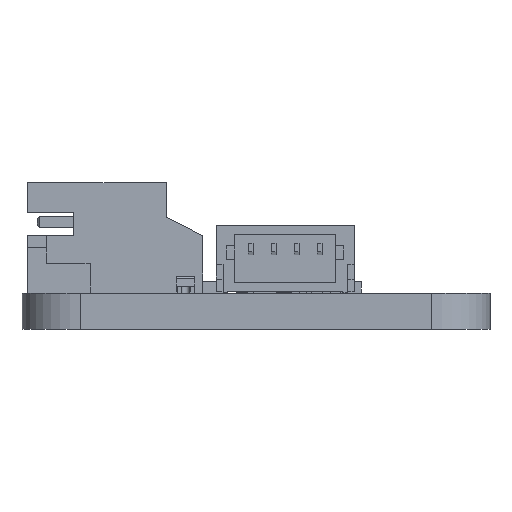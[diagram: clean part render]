
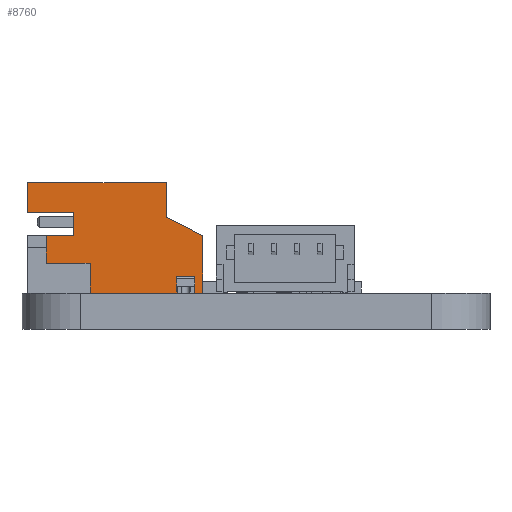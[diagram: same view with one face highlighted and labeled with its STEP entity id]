
A CAD part, left-side view. The second image highlights one B-rep face of the part: STEP entity #8760.
In plain terms, the highlighted planar face has unit normal (-1, 0, 0).
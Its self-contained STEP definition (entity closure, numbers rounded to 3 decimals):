
#540=PLANE('',#9395);
#985=FACE_OUTER_BOUND('',#1487,.T.);
#1487=EDGE_LOOP('',(#7908,#7909,#7910,#7911,#7912,#7913,#7914,#7915,#7916,
#7917,#7918,#7919));
#2402=LINE('',#13693,#3492);
#2423=LINE('',#13736,#3513);
#2504=LINE('',#13893,#3594);
#2506=LINE('',#13897,#3596);
#2508=LINE('',#13901,#3598);
#2509=LINE('',#13904,#3599);
#2512=LINE('',#13909,#3602);
#2513=LINE('',#13911,#3603);
#2515=LINE('',#13916,#3605);
#2517=LINE('',#13919,#3607);
#2546=LINE('',#13975,#3636);
#2548=LINE('',#13978,#3638);
#3492=VECTOR('',#11226,1.5);
#3513=VECTOR('',#11253,1.2);
#3594=VECTOR('',#11394,1.2);
#3596=VECTOR('',#11398,1.9);
#3598=VECTOR('',#11402,1.3);
#3599=VECTOR('',#11405,4.9);
#3602=VECTOR('',#11410,2.5);
#3603=VECTOR('',#11413,1.789);
#3605=VECTOR('',#11417,2.);
#3607=VECTOR('',#11421,1.);
#3636=VECTOR('',#11472,1.3);
#3638=VECTOR('',#11476,6.);
#4425=VERTEX_POINT('',#13690);
#4426=VERTEX_POINT('',#13692);
#4444=VERTEX_POINT('',#13734);
#4445=VERTEX_POINT('',#13735);
#4491=VERTEX_POINT('',#13891);
#4492=VERTEX_POINT('',#13895);
#4493=VERTEX_POINT('',#13899);
#4494=VERTEX_POINT('',#13903);
#4495=VERTEX_POINT('',#13907);
#4496=VERTEX_POINT('',#13913);
#4497=VERTEX_POINT('',#13915);
#4513=VERTEX_POINT('',#13974);
#5516=EDGE_CURVE('',#4425,#4426,#2402,.F.);
#5537=EDGE_CURVE('',#4444,#4445,#2423,.F.);
#5618=EDGE_CURVE('',#4445,#4491,#2504,.F.);
#5620=EDGE_CURVE('',#4491,#4492,#2506,.T.);
#5622=EDGE_CURVE('',#4492,#4493,#2508,.F.);
#5623=EDGE_CURVE('',#4493,#4494,#2509,.T.);
#5626=EDGE_CURVE('',#4494,#4495,#2512,.T.);
#5627=EDGE_CURVE('',#4495,#4426,#2513,.T.);
#5629=EDGE_CURVE('',#4497,#4496,#2515,.T.);
#5631=EDGE_CURVE('',#4496,#4444,#2517,.F.);
#5660=EDGE_CURVE('',#4513,#4497,#2546,.F.);
#5662=EDGE_CURVE('',#4513,#4425,#2548,.F.);
#7908=ORIENTED_EDGE('',*,*,#5629,.T.);
#7909=ORIENTED_EDGE('',*,*,#5631,.T.);
#7910=ORIENTED_EDGE('',*,*,#5537,.T.);
#7911=ORIENTED_EDGE('',*,*,#5618,.T.);
#7912=ORIENTED_EDGE('',*,*,#5620,.T.);
#7913=ORIENTED_EDGE('',*,*,#5622,.T.);
#7914=ORIENTED_EDGE('',*,*,#5623,.T.);
#7915=ORIENTED_EDGE('',*,*,#5626,.T.);
#7916=ORIENTED_EDGE('',*,*,#5627,.T.);
#7917=ORIENTED_EDGE('',*,*,#5516,.F.);
#7918=ORIENTED_EDGE('',*,*,#5662,.F.);
#7919=ORIENTED_EDGE('',*,*,#5660,.T.);
#8760=ADVANCED_FACE('',(#985),#540,.T.);
#9395=AXIS2_PLACEMENT_3D('',#13977,#11474,#11475);
#11226=DIRECTION('',(0.,0.,1.));
#11253=DIRECTION('',(0.,-1.,0.));
#11394=DIRECTION('',(0.,0.,1.));
#11398=DIRECTION('',(0.,-1.,0.));
#11402=DIRECTION('',(0.,0.,1.));
#11405=DIRECTION('',(0.,-1.,0.));
#11410=DIRECTION('',(0.,0.,1.));
#11413=DIRECTION('',(0.,0.894,0.447));
#11417=DIRECTION('',(0.,-1.,0.));
#11421=DIRECTION('',(0.,0.,1.));
#11472=DIRECTION('',(0.,0.,1.));
#11474=DIRECTION('center_axis',(-1.,0.,0.));
#11475=DIRECTION('ref_axis',(0.,-1.,0.));
#11476=DIRECTION('',(0.,1.,0.));
#13690=CARTESIAN_POINT('',(-3.95,-2.7,4.8));
#13692=CARTESIAN_POINT('',(-3.95,-2.7,3.3));
#13693=CARTESIAN_POINT('',(-3.95,-2.7,3.3));
#13734=CARTESIAN_POINT('',(-3.95,1.3,2.5));
#13735=CARTESIAN_POINT('',(-3.95,2.5,2.5));
#13736=CARTESIAN_POINT('',(-3.95,2.5,2.5));
#13891=CARTESIAN_POINT('',(-3.95,2.5,1.3));
#13893=CARTESIAN_POINT('',(-3.95,2.5,1.3));
#13895=CARTESIAN_POINT('',(-3.95,0.6,1.3));
#13897=CARTESIAN_POINT('',(-3.95,2.5,1.3));
#13899=CARTESIAN_POINT('',(-3.95,0.6,0.));
#13901=CARTESIAN_POINT('',(-3.95,0.6,0.));
#13903=CARTESIAN_POINT('',(-3.95,-4.3,0.));
#13904=CARTESIAN_POINT('',(-3.95,0.6,0.));
#13907=CARTESIAN_POINT('',(-3.95,-4.3,2.5));
#13909=CARTESIAN_POINT('',(-3.95,-4.3,0.));
#13911=CARTESIAN_POINT('',(-3.95,-4.3,2.5));
#13913=CARTESIAN_POINT('',(-3.95,1.3,3.5));
#13915=CARTESIAN_POINT('',(-3.95,3.3,3.5));
#13916=CARTESIAN_POINT('',(-3.95,3.3,3.5));
#13919=CARTESIAN_POINT('',(-3.95,1.3,2.5));
#13974=CARTESIAN_POINT('',(-3.95,3.3,4.8));
#13975=CARTESIAN_POINT('',(-3.95,3.3,3.5));
#13977=CARTESIAN_POINT('Origin',(-3.95,0.3,2.4));
#13978=CARTESIAN_POINT('',(-3.95,-2.7,4.8));
